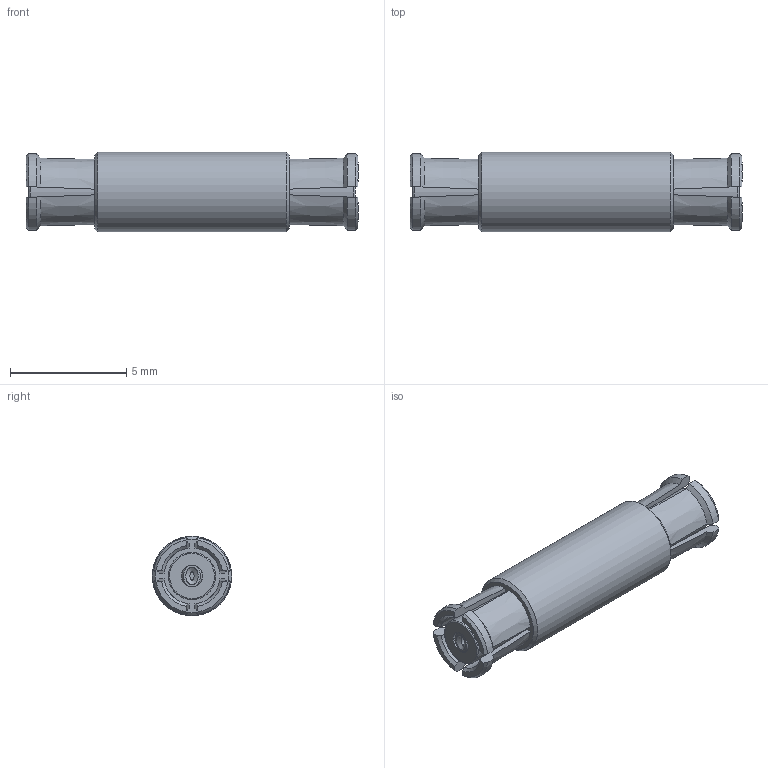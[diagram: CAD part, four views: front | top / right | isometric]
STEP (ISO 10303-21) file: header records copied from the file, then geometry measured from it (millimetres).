
FILE_DESCRIPTION (( 'STEP AP203' ), '1' );
FILE_NAME ('PE91099.step', '2020-05-07T21:24:23', ( '' ), ( '' ), 'SwSTEP 2.0', 'SolidWorks 2018', '' );
FILE_SCHEMA (( 'CONFIG_CONTROL_DESIGN' ));
Length unit declared in the file: inch
Products named in the file (1): PE91099
Bounding box: 14.27 x 3.43 x 3.43 mm (x, y, z)
Volume: 106.3 mm3; surface area: 250.7 mm2
Topology: 1 solids, 5 shells, 147 faces, 416 edges, 297 vertices
Faces by surface type: plane 40, bspline 40, cone 34, cylinder 33
Full cylindrical faces by diameter (mm): 0.927 x2, 2.032 x2, 3.429 x1
Entity records: 6827 total; most frequent: CARTESIAN_POINT 3572, ORIENTED_EDGE 804, DIRECTION 460, EDGE_CURVE 402, VERTEX_POINT 294, AXIS2_PLACEMENT_3D 198, EDGE_LOOP 176, B_SPLINE_CURVE_WITH_KNOTS 164
